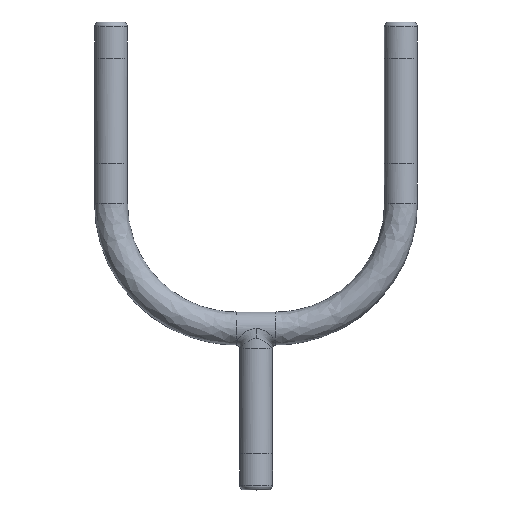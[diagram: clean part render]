
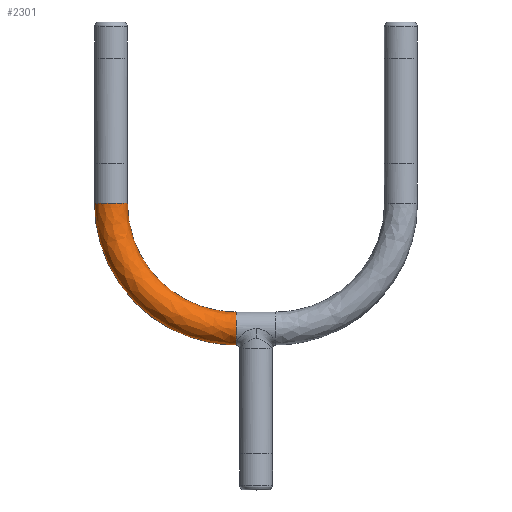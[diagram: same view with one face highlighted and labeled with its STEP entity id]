
A CAD part, top view. The second image highlights one B-rep face of the part: STEP entity #2301.
In plain terms, the highlighted free-form (B-spline) face has degree [2, 2] with [9, 9] control points.
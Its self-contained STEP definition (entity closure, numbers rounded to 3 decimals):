
#100=(
BOUNDED_SURFACE()
B_SPLINE_SURFACE(2,2,((#9126,#9127,#9128,#9129,#9130,#9131,#9132,#9133,
#9134),(#9135,#9136,#9137,#9138,#9139,#9140,#9141,#9142,#9143),(#9144,#9145,
#9146,#9147,#9148,#9149,#9150,#9151,#9152),(#9153,#9154,#9155,#9156,#9157,
#9158,#9159,#9160,#9161),(#9162,#9163,#9164,#9165,#9166,#9167,#9168,#9169,
#9170),(#9171,#9172,#9173,#9174,#9175,#9176,#9177,#9178,#9179),(#9180,#9181,
#9182,#9183,#9184,#9185,#9186,#9187,#9188),(#9189,#9190,#9191,#9192,#9193,
#9194,#9195,#9196,#9197),(#9198,#9199,#9200,#9201,#9202,#9203,#9204,#9205,
#9206)),.UNSPECIFIED.,.T.,.F.,.F.)
B_SPLINE_SURFACE_WITH_KNOTS((3,2,2,2,3),(3,2,2,2,3),(0.,148.911,
297.823,446.734,595.646),(0.,19.635,
39.27,58.905,78.54),.UNSPECIFIED.)
GEOMETRIC_REPRESENTATION_ITEM()
RATIONAL_B_SPLINE_SURFACE(((1.,0.707,1.,0.707,1.,
0.707,1.,0.707,1.),(0.707,0.5,0.707,
0.5,0.707,0.5,0.707,0.5,0.707),(1.,
0.707,1.,0.707,1.,0.707,1.,0.707,
1.),(0.707,0.5,0.707,0.5,0.707,0.5,
0.707,0.5,0.707),(1.,0.707,1.,0.707,
1.,0.707,1.,0.707,1.),(0.707,0.5,0.707,
0.5,0.707,0.5,0.707,0.5,0.707),(1.,
0.707,1.,0.707,1.,0.707,1.,0.707,
1.),(0.707,0.5,0.707,0.5,0.707,0.5,
0.707,0.5,0.707),(1.,0.707,1.,0.707,
1.,0.707,1.,0.707,1.)))
REPRESENTATION_ITEM('')
SURFACE()
);
#2301=ADVANCED_FACE('',(#2538),#100,.T.);
#2538=FACE_OUTER_BOUND('',#2805,.T.);
#2805=EDGE_LOOP('',(#3604,#3605,#3606,#3607));
#3604=ORIENTED_EDGE('',*,*,#4488,.T.);
#3605=ORIENTED_EDGE('',*,*,#4234,.F.);
#3606=ORIENTED_EDGE('',*,*,#4071,.F.);
#3607=ORIENTED_EDGE('',*,*,#4237,.T.);
#4071=EDGE_CURVE('',#5193,#5194,#4606,.T.);
#4234=EDGE_CURVE('',#5194,#5321,#4679,.T.);
#4237=EDGE_CURVE('',#5193,#5322,#4680,.T.);
#4488=EDGE_CURVE('',#5322,#5321,#4787,.T.);
#4606=(
BOUNDED_CURVE()
B_SPLINE_CURVE(2,(#12754,#12755,#12756,#12757,#12758),.UNSPECIFIED.,.F.,
 .F.)
B_SPLINE_CURVE_WITH_KNOTS((3,2,3),(0.,19.635,39.27),
 .UNSPECIFIED.)
CURVE()
GEOMETRIC_REPRESENTATION_ITEM()
RATIONAL_B_SPLINE_CURVE((1.,0.707,1.,0.707,1.))
REPRESENTATION_ITEM('')
);
#4679=(
BOUNDED_CURVE()
B_SPLINE_CURVE(2,(#13708,#13709,#13710),.UNSPECIFIED.,.F.,.F.)
B_SPLINE_CURVE_WITH_KNOTS((3,3),(0.,129.227),.UNSPECIFIED.)
CURVE()
GEOMETRIC_REPRESENTATION_ITEM()
RATIONAL_B_SPLINE_CURVE((1.,0.707,1.))
REPRESENTATION_ITEM('')
);
#4680=(
BOUNDED_CURVE()
B_SPLINE_CURVE(2,(#13833,#13834,#13835),.UNSPECIFIED.,.F.,.F.)
B_SPLINE_CURVE_WITH_KNOTS((3,3),(148.934,297.801),
 .UNSPECIFIED.)
CURVE()
GEOMETRIC_REPRESENTATION_ITEM()
RATIONAL_B_SPLINE_CURVE((1.,0.707,1.))
REPRESENTATION_ITEM('')
);
#4787=(
BOUNDED_CURVE()
B_SPLINE_CURVE(2,(#16305,#16306,#16307,#16308,#16309),.UNSPECIFIED.,.F.,
 .F.)
B_SPLINE_CURVE_WITH_KNOTS((3,2,3),(-50.,-25.,0.),.UNSPECIFIED.)
CURVE()
GEOMETRIC_REPRESENTATION_ITEM()
RATIONAL_B_SPLINE_CURVE((1.,0.707,1.,0.707,1.))
REPRESENTATION_ITEM('')
);
#5193=VERTEX_POINT('',#12439);
#5194=VERTEX_POINT('',#12440);
#5321=VERTEX_POINT('',#12567);
#5322=VERTEX_POINT('',#12568);
#9126=CARTESIAN_POINT('',(202.1,204.673,0.));
#9127=CARTESIAN_POINT('',(202.1,204.673,-12.5));
#9128=CARTESIAN_POINT('',(189.6,204.673,-12.5));
#9129=CARTESIAN_POINT('',(177.1,204.673,-12.5));
#9130=CARTESIAN_POINT('',(177.1,204.673,0.));
#9131=CARTESIAN_POINT('',(177.1,204.673,12.5));
#9132=CARTESIAN_POINT('',(189.6,204.673,12.5));
#9133=CARTESIAN_POINT('',(202.1,204.673,12.5));
#9134=CARTESIAN_POINT('',(202.1,204.673,0.));
#9135=CARTESIAN_POINT('',(202.1,97.373,0.));
#9136=CARTESIAN_POINT('',(202.1,97.373,-12.5));
#9137=CARTESIAN_POINT('',(189.6,109.873,-12.5));
#9138=CARTESIAN_POINT('',(177.1,122.373,-12.5));
#9139=CARTESIAN_POINT('',(177.1,122.373,0.));
#9140=CARTESIAN_POINT('',(177.1,122.373,12.5));
#9141=CARTESIAN_POINT('',(189.6,109.873,12.5));
#9142=CARTESIAN_POINT('',(202.1,97.373,12.5));
#9143=CARTESIAN_POINT('',(202.1,97.373,0.));
#9144=CARTESIAN_POINT('',(94.8,97.373,0.));
#9145=CARTESIAN_POINT('',(94.8,97.373,-12.5));
#9146=CARTESIAN_POINT('',(94.8,109.873,-12.5));
#9147=CARTESIAN_POINT('',(94.8,122.373,-12.5));
#9148=CARTESIAN_POINT('',(94.8,122.373,0.));
#9149=CARTESIAN_POINT('',(94.8,122.373,12.5));
#9150=CARTESIAN_POINT('',(94.8,109.873,12.5));
#9151=CARTESIAN_POINT('',(94.8,97.373,12.5));
#9152=CARTESIAN_POINT('',(94.8,97.373,0.));
#9153=CARTESIAN_POINT('',(-12.5,97.373,0.));
#9154=CARTESIAN_POINT('',(-12.5,97.373,-12.5));
#9155=CARTESIAN_POINT('',(0.,109.873,-12.5));
#9156=CARTESIAN_POINT('',(12.5,122.373,-12.5));
#9157=CARTESIAN_POINT('',(12.5,122.373,0.));
#9158=CARTESIAN_POINT('',(12.5,122.373,12.5));
#9159=CARTESIAN_POINT('',(0.,109.873,12.5));
#9160=CARTESIAN_POINT('',(-12.5,97.373,12.5));
#9161=CARTESIAN_POINT('',(-12.5,97.373,0.));
#9162=CARTESIAN_POINT('',(-12.5,204.673,0.));
#9163=CARTESIAN_POINT('',(-12.5,204.673,-12.5));
#9164=CARTESIAN_POINT('',(0.,204.673,-12.5));
#9165=CARTESIAN_POINT('',(12.5,204.673,-12.5));
#9166=CARTESIAN_POINT('',(12.5,204.673,0.));
#9167=CARTESIAN_POINT('',(12.5,204.673,12.5));
#9168=CARTESIAN_POINT('',(0.,204.673,12.5));
#9169=CARTESIAN_POINT('',(-12.5,204.673,12.5));
#9170=CARTESIAN_POINT('',(-12.5,204.673,0.));
#9171=CARTESIAN_POINT('',(-12.5,311.973,0.));
#9172=CARTESIAN_POINT('',(-12.5,311.973,-12.5));
#9173=CARTESIAN_POINT('',(0.,299.473,-12.5));
#9174=CARTESIAN_POINT('',(12.5,286.973,-12.5));
#9175=CARTESIAN_POINT('',(12.5,286.973,0.));
#9176=CARTESIAN_POINT('',(12.5,286.973,12.5));
#9177=CARTESIAN_POINT('',(0.,299.473,12.5));
#9178=CARTESIAN_POINT('',(-12.5,311.973,12.5));
#9179=CARTESIAN_POINT('',(-12.5,311.973,0.));
#9180=CARTESIAN_POINT('',(94.8,311.973,0.));
#9181=CARTESIAN_POINT('',(94.8,311.973,-12.5));
#9182=CARTESIAN_POINT('',(94.8,299.473,-12.5));
#9183=CARTESIAN_POINT('',(94.8,286.973,-12.5));
#9184=CARTESIAN_POINT('',(94.8,286.973,0.));
#9185=CARTESIAN_POINT('',(94.8,286.973,12.5));
#9186=CARTESIAN_POINT('',(94.8,299.473,12.5));
#9187=CARTESIAN_POINT('',(94.8,311.973,12.5));
#9188=CARTESIAN_POINT('',(94.8,311.973,0.));
#9189=CARTESIAN_POINT('',(202.1,311.973,0.));
#9190=CARTESIAN_POINT('',(202.1,311.973,-12.5));
#9191=CARTESIAN_POINT('',(189.6,299.473,-12.5));
#9192=CARTESIAN_POINT('',(177.1,286.973,-12.5));
#9193=CARTESIAN_POINT('',(177.1,286.973,0.));
#9194=CARTESIAN_POINT('',(177.1,286.973,12.5));
#9195=CARTESIAN_POINT('',(189.6,299.473,12.5));
#9196=CARTESIAN_POINT('',(202.1,311.973,12.5));
#9197=CARTESIAN_POINT('',(202.1,311.973,0.));
#9198=CARTESIAN_POINT('',(202.1,204.673,0.));
#9199=CARTESIAN_POINT('',(202.1,204.673,-12.5));
#9200=CARTESIAN_POINT('',(189.6,204.673,-12.5));
#9201=CARTESIAN_POINT('',(177.1,204.673,-12.5));
#9202=CARTESIAN_POINT('',(177.1,204.673,0.));
#9203=CARTESIAN_POINT('',(177.1,204.673,12.5));
#9204=CARTESIAN_POINT('',(189.6,204.673,12.5));
#9205=CARTESIAN_POINT('',(202.1,204.673,12.5));
#9206=CARTESIAN_POINT('',(202.1,204.673,0.));
#12439=CARTESIAN_POINT('',(-12.5,204.723,0.));
#12440=CARTESIAN_POINT('',(12.5,204.723,0.));
#12567=CARTESIAN_POINT('',(94.85,122.373,0.));
#12568=CARTESIAN_POINT('',(94.874,97.373,0.));
#12754=CARTESIAN_POINT('',(-12.5,204.723,0.));
#12755=CARTESIAN_POINT('',(-12.5,204.723,12.5));
#12756=CARTESIAN_POINT('',(0.,204.723,12.5));
#12757=CARTESIAN_POINT('',(12.5,204.723,12.5));
#12758=CARTESIAN_POINT('',(12.5,204.723,0.));
#13708=CARTESIAN_POINT('',(12.5,204.723,0.));
#13709=CARTESIAN_POINT('',(12.525,122.398,0.));
#13710=CARTESIAN_POINT('',(94.85,122.373,0.));
#13833=CARTESIAN_POINT('',(-12.5,204.723,0.));
#13834=CARTESIAN_POINT('',(-12.463,97.386,0.));
#13835=CARTESIAN_POINT('',(94.874,97.373,0.));
#16305=CARTESIAN_POINT('',(94.874,97.373,0.));
#16306=CARTESIAN_POINT('',(94.874,97.373,12.5));
#16307=CARTESIAN_POINT('',(94.862,109.873,12.5));
#16308=CARTESIAN_POINT('',(94.85,122.373,12.5));
#16309=CARTESIAN_POINT('',(94.85,122.373,0.));
